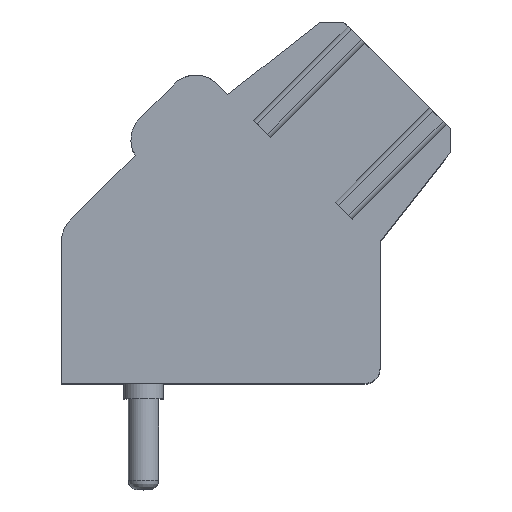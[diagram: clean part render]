
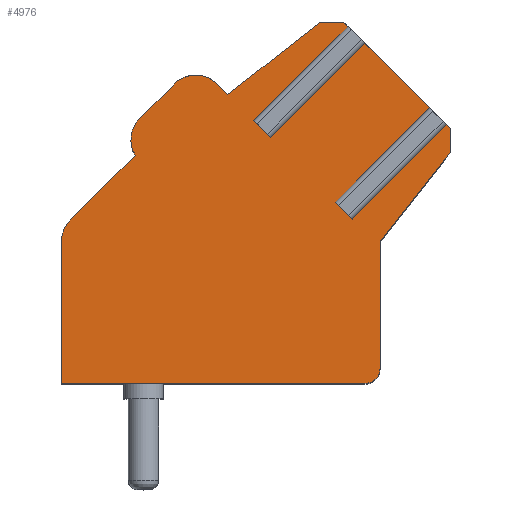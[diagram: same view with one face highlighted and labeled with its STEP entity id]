
A CAD part, top view. The second image highlights one B-rep face of the part: STEP entity #4976.
In plain terms, the highlighted face is planar.
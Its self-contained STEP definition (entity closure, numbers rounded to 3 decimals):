
#164=CIRCLE('',#5181,1.);
#247=CIRCLE('',#5337,1.);
#268=CIRCLE('',#5378,0.5);
#269=CIRCLE('',#5379,1.);
#454=FACE_OUTER_BOUND('',#735,.T.);
#735=EDGE_LOOP('',(#3541,#3542,#3543,#3544,#3545,#3546,#3547,#3548,#3549,
#3550,#3551,#3552,#3553,#3554,#3555,#3556,#3557,#3558,#3559,#3560,#3561,
#3562,#3563));
#941=LINE('',#7111,#1408);
#982=LINE('',#7266,#1449);
#998=LINE('',#7308,#1465);
#1003=LINE('',#7324,#1470);
#1050=LINE('',#7520,#1517);
#1060=LINE('',#7553,#1527);
#1067=LINE('',#7572,#1534);
#1073=LINE('',#7588,#1540);
#1079=LINE('',#7604,#1546);
#1099=LINE('',#7669,#1566);
#1167=LINE('',#7997,#1634);
#1168=LINE('',#7999,#1635);
#1169=LINE('',#8001,#1636);
#1170=LINE('',#8002,#1637);
#1171=LINE('',#8004,#1638);
#1172=LINE('',#8006,#1639);
#1173=LINE('',#8007,#1640);
#1174=LINE('',#8008,#1641);
#1175=LINE('',#8011,#1642);
#1408=VECTOR('',#5666,1.);
#1449=VECTOR('',#5771,1.);
#1465=VECTOR('',#5803,1.);
#1470=VECTOR('',#5816,1.);
#1517=VECTOR('',#5935,1.);
#1527=VECTOR('',#5971,1.);
#1534=VECTOR('',#5988,1.);
#1540=VECTOR('',#5998,1.);
#1546=VECTOR('',#6008,1.);
#1566=VECTOR('',#6060,1.);
#1634=VECTOR('',#6312,1.);
#1635=VECTOR('',#6313,1.);
#1636=VECTOR('',#6314,1.);
#1637=VECTOR('',#6315,1.);
#1638=VECTOR('',#6316,1.);
#1639=VECTOR('',#6317,1.);
#1640=VECTOR('',#6318,1.);
#1641=VECTOR('',#6319,1.);
#1642=VECTOR('',#6322,1.);
#1876=VERTEX_POINT('',#7109);
#1877=VERTEX_POINT('',#7110);
#1900=VERTEX_POINT('',#7164);
#1901=VERTEX_POINT('',#7166);
#1933=VERTEX_POINT('',#7264);
#1951=VERTEX_POINT('',#7306);
#1958=VERTEX_POINT('',#7322);
#2015=VERTEX_POINT('',#7517);
#2016=VERTEX_POINT('',#7519);
#2025=VERTEX_POINT('',#7550);
#2026=VERTEX_POINT('',#7552);
#2033=VERTEX_POINT('',#7571);
#2040=VERTEX_POINT('',#7585);
#2041=VERTEX_POINT('',#7587);
#2048=VERTEX_POINT('',#7601);
#2049=VERTEX_POINT('',#7603);
#2076=VERTEX_POINT('',#7663);
#2078=VERTEX_POINT('',#7667);
#2156=VERTEX_POINT('',#7998);
#2157=VERTEX_POINT('',#8000);
#2158=VERTEX_POINT('',#8003);
#2159=VERTEX_POINT('',#8005);
#2160=VERTEX_POINT('',#8009);
#2337=EDGE_CURVE('',#1876,#1877,#941,.T.);
#2362=EDGE_CURVE('',#1901,#1900,#164,.T.);
#2397=EDGE_CURVE('',#1900,#1933,#982,.T.);
#2417=EDGE_CURVE('',#1933,#1951,#998,.T.);
#2425=EDGE_CURVE('',#1876,#1958,#1003,.T.);
#2496=EDGE_CURVE('',#2016,#2015,#1050,.T.);
#2513=EDGE_CURVE('',#2025,#2026,#1060,.T.);
#2523=EDGE_CURVE('',#2016,#2033,#1067,.T.);
#2531=EDGE_CURVE('',#2040,#2041,#1073,.T.);
#2539=EDGE_CURVE('',#2048,#2049,#1079,.T.);
#2571=EDGE_CURVE('',#2078,#2076,#1099,.T.);
#2632=EDGE_CURVE('',#2078,#2026,#247,.T.);
#2696=EDGE_CURVE('',#1951,#1877,#268,.T.);
#2697=EDGE_CURVE('',#2049,#1958,#1167,.T.);
#2698=EDGE_CURVE('',#2048,#2156,#1168,.T.);
#2699=EDGE_CURVE('',#2157,#2156,#1169,.T.);
#2700=EDGE_CURVE('',#2157,#2041,#1170,.T.);
#2701=EDGE_CURVE('',#2040,#2158,#1171,.T.);
#2702=EDGE_CURVE('',#2159,#2158,#1172,.T.);
#2703=EDGE_CURVE('',#2159,#2033,#1173,.T.);
#2704=EDGE_CURVE('',#2076,#2015,#1174,.T.);
#2705=EDGE_CURVE('',#2025,#2160,#269,.T.);
#2706=EDGE_CURVE('',#2160,#1901,#1175,.T.);
#3541=ORIENTED_EDGE('',*,*,#2417,.T.);
#3542=ORIENTED_EDGE('',*,*,#2696,.T.);
#3543=ORIENTED_EDGE('',*,*,#2337,.F.);
#3544=ORIENTED_EDGE('',*,*,#2425,.T.);
#3545=ORIENTED_EDGE('',*,*,#2697,.F.);
#3546=ORIENTED_EDGE('',*,*,#2539,.F.);
#3547=ORIENTED_EDGE('',*,*,#2698,.T.);
#3548=ORIENTED_EDGE('',*,*,#2699,.F.);
#3549=ORIENTED_EDGE('',*,*,#2700,.T.);
#3550=ORIENTED_EDGE('',*,*,#2531,.F.);
#3551=ORIENTED_EDGE('',*,*,#2701,.T.);
#3552=ORIENTED_EDGE('',*,*,#2702,.F.);
#3553=ORIENTED_EDGE('',*,*,#2703,.T.);
#3554=ORIENTED_EDGE('',*,*,#2523,.F.);
#3555=ORIENTED_EDGE('',*,*,#2496,.T.);
#3556=ORIENTED_EDGE('',*,*,#2704,.F.);
#3557=ORIENTED_EDGE('',*,*,#2571,.F.);
#3558=ORIENTED_EDGE('',*,*,#2632,.T.);
#3559=ORIENTED_EDGE('',*,*,#2513,.F.);
#3560=ORIENTED_EDGE('',*,*,#2705,.T.);
#3561=ORIENTED_EDGE('',*,*,#2706,.T.);
#3562=ORIENTED_EDGE('',*,*,#2362,.T.);
#3563=ORIENTED_EDGE('',*,*,#2397,.T.);
#4505=PLANE('',#5377);
#4976=ADVANCED_FACE('',(#454),#4505,.T.);
#5181=AXIS2_PLACEMENT_3D('',#7167,#5710,#5711);
#5337=AXIS2_PLACEMENT_3D('',#7794,#6191,#6192);
#5377=AXIS2_PLACEMENT_3D('',#7995,#6308,#6309);
#5378=AXIS2_PLACEMENT_3D('',#7996,#6310,#6311);
#5379=AXIS2_PLACEMENT_3D('',#8010,#6320,#6321);
#5666=DIRECTION('',(-0.707,0.,-0.707));
#5710=DIRECTION('center_axis',(0.,-1.,0.));
#5711=DIRECTION('ref_axis',(-1.,0.,0.));
#5771=DIRECTION('',(-0.707,0.,-0.707));
#5803=DIRECTION('',(0.707,0.,-0.707));
#5816=DIRECTION('',(0.993,0.,0.122));
#5935=DIRECTION('',(-0.707,0.,0.707));
#5971=DIRECTION('',(1.,0.,0.));
#5988=DIRECTION('',(0.,0.,-1.));
#5998=DIRECTION('',(0.,0.,-1.));
#6008=DIRECTION('',(0.,0.,-1.));
#6060=DIRECTION('',(0.,0.,-1.));
#6191=DIRECTION('center_axis',(0.,-1.,0.));
#6192=DIRECTION('ref_axis',(0.,0.,
-1.));
#6308=DIRECTION('center_axis',(0.,-1.,0.));
#6309=DIRECTION('ref_axis',(0.707,0.,-0.707));
#6310=DIRECTION('center_axis',(0.,-1.,0.));
#6311=DIRECTION('ref_axis',(0.,0.,1.));
#6312=DIRECTION('',(-0.713,0.,-0.701));
#6313=DIRECTION('',(-1.,0.,0.));
#6314=DIRECTION('',(0.,0.,-1.));
#6315=DIRECTION('',(1.,0.,0.));
#6316=DIRECTION('',(-1.,0.,0.));
#6317=DIRECTION('',(0.,0.,-1.));
#6318=DIRECTION('',(1.,0.,0.));
#6319=DIRECTION('',(0.993,0.,-0.122));
#6320=DIRECTION('center_axis',(0.,-1.,0.));
#6321=DIRECTION('ref_axis',(-1.,0.,0.));
#6322=DIRECTION('',(-1.,0.,0.));
#7109=CARTESIAN_POINT('',(-14.536,133.017,19.639));
#7110=CARTESIAN_POINT('',(-17.481,133.017,16.694));
#7111=CARTESIAN_POINT('',(-5.003,133.017,29.172));
#7164=CARTESIAN_POINT('',(-21.946,133.017,27.078));
#7166=CARTESIAN_POINT('',(-21.238,133.017,27.371));
#7167=CARTESIAN_POINT('Origin',(-21.238,133.017,26.371));
#7264=CARTESIAN_POINT('',(-25.259,133.017,23.765));
#7266=CARTESIAN_POINT('',(-5.003,133.017,44.021));
#7306=CARTESIAN_POINT('',(-18.188,133.017,16.694));
#7308=CARTESIAN_POINT('',(-5.003,133.017,3.509));
#7322=CARTESIAN_POINT('',(-10.806,133.017,20.097));
#7324=CARTESIAN_POINT('',(-5.003,133.017,20.81));
#7517=CARTESIAN_POINT('',(-10.795,133.017,26.154));
#7519=CARTESIAN_POINT('',(-10.253,133.017,25.612));
#7520=CARTESIAN_POINT('',(-11.154,133.017,26.513));
#7550=CARTESIAN_POINT('',(-17.253,133.017,28.121));
#7552=CARTESIAN_POINT('',(-15.653,133.017,28.121));
#7553=CARTESIAN_POINT('',(-5.003,133.017,28.121));
#7571=CARTESIAN_POINT('',(-10.253,133.017,25.228));
#7572=CARTESIAN_POINT('',(-10.253,133.017,26.513));
#7585=CARTESIAN_POINT('',(-10.253,133.017,24.814));
#7587=CARTESIAN_POINT('',(-10.253,133.017,21.428));
#7588=CARTESIAN_POINT('',(-10.253,133.017,26.513));
#7601=CARTESIAN_POINT('',(-10.253,133.017,21.014));
#7603=CARTESIAN_POINT('',(-10.253,133.017,20.64));
#7604=CARTESIAN_POINT('',(-10.253,133.017,26.513));
#7663=CARTESIAN_POINT('',(-14.653,133.017,26.627));
#7667=CARTESIAN_POINT('',(-14.653,133.017,27.141));
#7669=CARTESIAN_POINT('',(-14.653,133.017,26.513));
#7794=CARTESIAN_POINT('Origin',(-15.653,133.017,27.121));
#7995=CARTESIAN_POINT('Origin',(-20.614,133.017,24.021));
#7996=CARTESIAN_POINT('Origin',(-17.834,133.017,17.048));
#7997=CARTESIAN_POINT('',(-5.003,133.017,25.8));
#7998=CARTESIAN_POINT('',(-14.653,133.017,21.014));
#7999=CARTESIAN_POINT('',(-5.003,133.017,21.014));
#8000=CARTESIAN_POINT('',(-14.653,133.017,21.428));
#8001=CARTESIAN_POINT('',(-14.653,133.017,26.513));
#8002=CARTESIAN_POINT('',(-5.003,133.017,21.428));
#8003=CARTESIAN_POINT('',(-14.653,133.017,24.814));
#8004=CARTESIAN_POINT('',(-5.003,133.017,24.814));
#8005=CARTESIAN_POINT('',(-14.653,133.017,25.228));
#8006=CARTESIAN_POINT('',(-14.653,133.017,26.513));
#8007=CARTESIAN_POINT('',(-5.003,133.017,25.228));
#8008=CARTESIAN_POINT('',(-5.003,133.017,25.443));
#8009=CARTESIAN_POINT('',(-18.221,133.017,27.371));
#8010=CARTESIAN_POINT('Origin',(-17.253,133.017,27.121));
#8011=CARTESIAN_POINT('',(-5.003,133.017,27.371));
